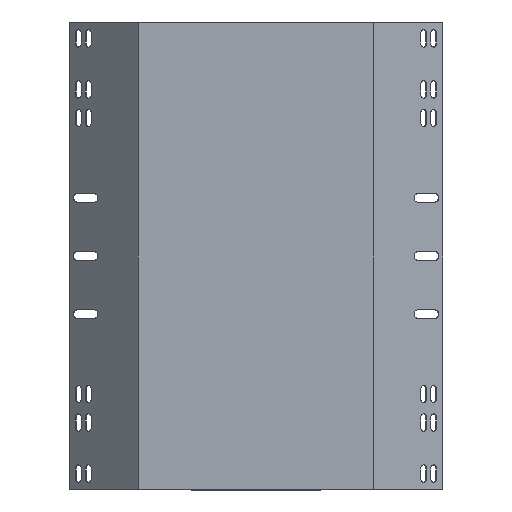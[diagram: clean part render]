
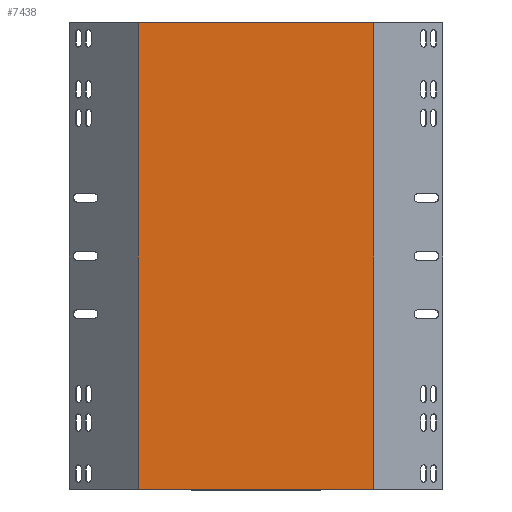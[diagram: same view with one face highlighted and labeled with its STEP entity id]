
A CAD part, front view. The second image highlights one B-rep face of the part: STEP entity #7438.
In plain terms, the highlighted planar face has unit normal (0, -1, 0).
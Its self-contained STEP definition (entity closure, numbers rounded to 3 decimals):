
#59 = PLANE ( 'NONE',  #260 ) ;
#260 = AXIS2_PLACEMENT_3D ( 'NONE', #5654, #7998, #8510 ) ;
#467 = LINE ( 'NONE', #5667, #564 ) ;
#495 = CARTESIAN_POINT ( 'NONE',  ( -123.349, -23.927, -225.8 ) ) ;
#564 = VECTOR ( 'NONE', #5512, 1000. ) ;
#1202 = EDGE_CURVE ( 'NONE', #6387, #5664, #3664, .T. ) ;
#1220 = CARTESIAN_POINT ( 'NONE',  ( 79.113, -23.927, 175.8 ) ) ;
#1232 = EDGE_LOOP ( 'NONE', ( #3193, #3241, #3350, #3391 ) ) ;
#1417 = VERTEX_POINT ( 'NONE', #3704 ) ;
#1986 = CARTESIAN_POINT ( 'NONE',  ( -124.253, -23.927, 175.8 ) ) ;
#1987 = DIRECTION ( 'NONE',  ( 1., 0., 0. ) ) ;
#2577 = LINE ( 'NONE', #3934, #2586 ) ;
#2586 = VECTOR ( 'NONE', #3270, 1000. ) ;
#3193 = ORIENTED_EDGE ( 'NONE', *, *, #1202, .T. ) ;
#3211 = VERTEX_POINT ( 'NONE', #1220 ) ;
#3241 = ORIENTED_EDGE ( 'NONE', *, *, #8901, .T. ) ;
#3270 = DIRECTION ( 'NONE',  ( 0., 0., 1. ) ) ;
#3350 = ORIENTED_EDGE ( 'NONE', *, *, #6020, .F. ) ;
#3372 = FACE_OUTER_BOUND ( 'NONE', #1232, .T. ) ;
#3391 = ORIENTED_EDGE ( 'NONE', *, *, #7779, .F. ) ;
#3613 = CARTESIAN_POINT ( 'NONE',  ( 79.113, -23.927, -225.8 ) ) ;
#3645 = VECTOR ( 'NONE', #4930, 1000. ) ;
#3664 = LINE ( 'NONE', #5053, #3645 ) ;
#3704 = CARTESIAN_POINT ( 'NONE',  ( -123.349, -23.927, 175.8 ) ) ;
#3934 = CARTESIAN_POINT ( 'NONE',  ( -123.349, -23.927, -225.612 ) ) ;
#4930 = DIRECTION ( 'NONE',  ( 1., 0., 0. ) ) ;
#5053 = CARTESIAN_POINT ( 'NONE',  ( -124.253, -23.927, -225.8 ) ) ;
#5512 = DIRECTION ( 'NONE',  ( 0., 0., 1. ) ) ;
#5654 = CARTESIAN_POINT ( 'NONE',  ( -123.018, -23.927, 175. ) ) ;
#5664 = VERTEX_POINT ( 'NONE', #3613 ) ;
#5667 = CARTESIAN_POINT ( 'NONE',  ( 79.113, -23.927, -225.612 ) ) ;
#6020 = EDGE_CURVE ( 'NONE', #1417, #3211, #6054, .T. ) ;
#6036 = VECTOR ( 'NONE', #1987, 1000. ) ;
#6054 = LINE ( 'NONE', #1986, #6036 ) ;
#6387 = VERTEX_POINT ( 'NONE', #495 ) ;
#7438 = ADVANCED_FACE ( 'NONE', ( #3372 ), #59, .F. ) ;
#7779 = EDGE_CURVE ( 'NONE', #6387, #1417, #2577, .T. ) ;
#7998 = DIRECTION ( 'NONE',  ( 0., 1., 0. ) ) ;
#8510 = DIRECTION ( 'NONE',  ( 0., 0., 1. ) ) ;
#8901 = EDGE_CURVE ( 'NONE', #5664, #3211, #467, .T. ) ;
